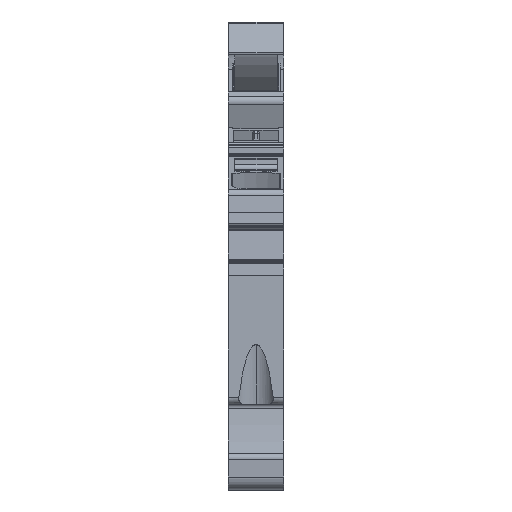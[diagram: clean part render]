
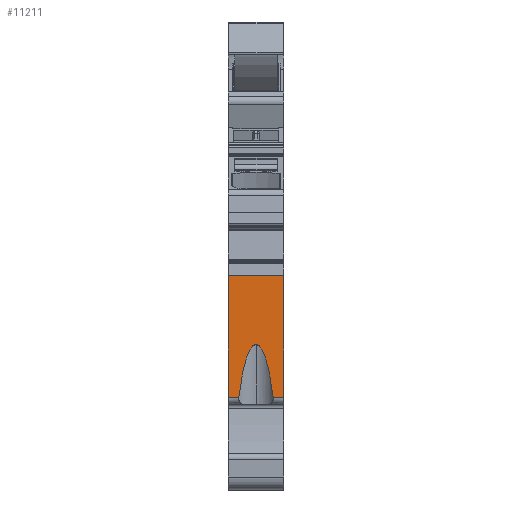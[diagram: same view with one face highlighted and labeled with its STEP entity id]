
A CAD part, front view. The second image highlights one B-rep face of the part: STEP entity #11211.
In plain terms, the highlighted planar face has unit normal (0, -1, 0).
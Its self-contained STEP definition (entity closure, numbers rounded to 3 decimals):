
#11125=AXIS2_PLACEMENT_3D('Plane Axis2P3D',#11122,#11123,#11124) ;
#2382=CARTESIAN_POINT('Vertex',(8.1,-0.001,31.152)) ;
#2385=CARTESIAN_POINT('Line Origine',(8.1,-0.001,22.301)) ;
#2389=CARTESIAN_POINT('Vertex',(8.1,-0.001,13.45)) ;
#11107=CARTESIAN_POINT('Vertex',(0.,-0.001,31.152)) ;
#11110=CARTESIAN_POINT('Line Origine',(4.05,-0.001,31.152)) ;
#11122=CARTESIAN_POINT('Axis2P3D Location',(0.,-0.001,13.45)) ;
#11128=CARTESIAN_POINT('Control Point',(4.05,-0.001,21.127)) ;
#11129=CARTESIAN_POINT('Control Point',(3.976,-0.001,21.127)) ;
#11130=CARTESIAN_POINT('Control Point',(3.903,-0.001,21.114)) ;
#11131=CARTESIAN_POINT('Control Point',(3.833,-0.001,21.088)) ;
#11132=CARTESIAN_POINT('Control Point',(3.674,-0.001,21.005)) ;
#11133=CARTESIAN_POINT('Control Point',(3.54,-0.001,20.884)) ;
#11134=CARTESIAN_POINT('Control Point',(3.469,-0.001,20.807)) ;
#11135=CARTESIAN_POINT('Control Point',(3.293,-0.001,20.587)) ;
#11136=CARTESIAN_POINT('Control Point',(3.151,-0.001,20.345)) ;
#11137=CARTESIAN_POINT('Control Point',(3.071,-0.001,20.191)) ;
#11138=CARTESIAN_POINT('Control Point',(2.873,-0.001,19.769)) ;
#11139=CARTESIAN_POINT('Control Point',(2.714,-0.001,19.336)) ;
#11140=CARTESIAN_POINT('Control Point',(2.624,-0.001,19.066)) ;
#11141=CARTESIAN_POINT('Control Point',(2.412,-0.001,18.366)) ;
#11142=CARTESIAN_POINT('Control Point',(2.24,-0.001,17.656)) ;
#11143=CARTESIAN_POINT('Control Point',(2.146,-0.001,17.225)) ;
#11144=CARTESIAN_POINT('Control Point',(2.004,-0.001,16.512)) ;
#11145=CARTESIAN_POINT('Control Point',(1.881,-0.001,15.796)) ;
#11146=CARTESIAN_POINT('Control Point',(1.835,-0.001,15.513)) ;
#11147=CARTESIAN_POINT('Control Point',(1.746,-0.001,14.931)) ;
#11148=CARTESIAN_POINT('Control Point',(1.666,-0.001,14.348)) ;
#11149=CARTESIAN_POINT('Control Point',(1.627,-0.001,14.049)) ;
#11150=CARTESIAN_POINT('Control Point',(1.59,-0.001,13.749)) ;
#11151=CARTESIAN_POINT('Control Point',(1.556,-0.001,13.45)) ;
#11152=CARTESIAN_POINT('Vertex',(4.05,-0.001,21.127)) ;
#11154=CARTESIAN_POINT('Vertex',(1.556,-0.001,13.45)) ;
#11158=CARTESIAN_POINT('Control Point',(4.05,-0.001,21.127)) ;
#11159=CARTESIAN_POINT('Control Point',(4.124,-0.001,21.127)) ;
#11160=CARTESIAN_POINT('Control Point',(4.197,-0.001,21.114)) ;
#11161=CARTESIAN_POINT('Control Point',(4.267,-0.001,21.088)) ;
#11162=CARTESIAN_POINT('Control Point',(4.426,-0.001,21.005)) ;
#11163=CARTESIAN_POINT('Control Point',(4.56,-0.001,20.884)) ;
#11164=CARTESIAN_POINT('Control Point',(4.631,-0.001,20.807)) ;
#11165=CARTESIAN_POINT('Control Point',(4.807,-0.001,20.587)) ;
#11166=CARTESIAN_POINT('Control Point',(4.949,-0.001,20.345)) ;
#11167=CARTESIAN_POINT('Control Point',(5.029,-0.001,20.191)) ;
#11168=CARTESIAN_POINT('Control Point',(5.227,-0.001,19.769)) ;
#11169=CARTESIAN_POINT('Control Point',(5.386,-0.001,19.336)) ;
#11170=CARTESIAN_POINT('Control Point',(5.476,-0.001,19.066)) ;
#11171=CARTESIAN_POINT('Control Point',(5.688,-0.001,18.366)) ;
#11172=CARTESIAN_POINT('Control Point',(5.86,-0.001,17.656)) ;
#11173=CARTESIAN_POINT('Control Point',(5.954,-0.001,17.225)) ;
#11174=CARTESIAN_POINT('Control Point',(6.096,-0.001,16.512)) ;
#11175=CARTESIAN_POINT('Control Point',(6.219,-0.001,15.796)) ;
#11176=CARTESIAN_POINT('Control Point',(6.265,-0.001,15.513)) ;
#11177=CARTESIAN_POINT('Control Point',(6.354,-0.001,14.931)) ;
#11178=CARTESIAN_POINT('Control Point',(6.434,-0.001,14.348)) ;
#11179=CARTESIAN_POINT('Control Point',(6.473,-0.001,14.049)) ;
#11180=CARTESIAN_POINT('Control Point',(6.51,-0.001,13.749)) ;
#11181=CARTESIAN_POINT('Control Point',(6.544,-0.001,13.45)) ;
#11182=CARTESIAN_POINT('Vertex',(6.544,-0.001,13.45)) ;
#11185=CARTESIAN_POINT('Line Origine',(7.322,-0.001,13.45)) ;
#11190=CARTESIAN_POINT('Line Origine',(0.,-0.001,22.301)) ;
#11194=CARTESIAN_POINT('Vertex',(0.,-0.001,13.45)) ;
#11197=CARTESIAN_POINT('Line Origine',(0.778,-0.001,13.45)) ;
#2386=DIRECTION('Vector Direction',(0.,0.,1.)) ;
#11111=DIRECTION('Vector Direction',(1.,0.,0.)) ;
#11123=DIRECTION('Axis2P3D Direction',(0.,1.,0.)) ;
#11124=DIRECTION('Axis2P3D XDirection',(0.,0.,1.)) ;
#11186=DIRECTION('Vector Direction',(1.,0.,0.)) ;
#11191=DIRECTION('Vector Direction',(0.,0.,1.)) ;
#11198=DIRECTION('Vector Direction',(1.,0.,0.)) ;
#2387=VECTOR('Line Direction',#2386,1.) ;
#11112=VECTOR('Line Direction',#11111,1.) ;
#11187=VECTOR('Line Direction',#11186,1.) ;
#11192=VECTOR('Line Direction',#11191,1.) ;
#11199=VECTOR('Line Direction',#11198,1.) ;
#11203=ORIENTED_EDGE('',*,*,#11156,.F.) ;
#11204=ORIENTED_EDGE('',*,*,#11184,.T.) ;
#11205=ORIENTED_EDGE('',*,*,#11189,.T.) ;
#11206=ORIENTED_EDGE('',*,*,#2391,.T.) ;
#11207=ORIENTED_EDGE('',*,*,#11114,.F.) ;
#11208=ORIENTED_EDGE('',*,*,#11196,.F.) ;
#11209=ORIENTED_EDGE('',*,*,#11201,.T.) ;
#11211=ADVANCED_FACE('MLD_ATTB_6',(#11210),#11126,.F.) ;
#11127=B_SPLINE_CURVE_WITH_KNOTS('',5,(#11128,#11129,#11130,#11131,#11132,#11133,#11134,#11135,#11136,#11137,#11138,#11139,#11140,#11141,#11142,#11143,#11144,#11145,#11146,#11147,#11148,#11149,#11150,#11151),.UNSPECIFIED.,.F.,.U.,(6,3,3,3,3,3,3,6),(0.,0.519,1.259,2.5,4.552,7.662,9.691,11.821),.UNSPECIFIED.) ;
#11157=B_SPLINE_CURVE_WITH_KNOTS('',5,(#11158,#11159,#11160,#11161,#11162,#11163,#11164,#11165,#11166,#11167,#11168,#11169,#11170,#11171,#11172,#11173,#11174,#11175,#11176,#11177,#11178,#11179,#11180,#11181),.UNSPECIFIED.,.F.,.U.,(6,3,3,3,3,3,3,6),(0.,0.519,1.259,2.5,4.552,7.662,9.691,11.821),.UNSPECIFIED.) ;
#2391=EDGE_CURVE('',#2390,#2383,#2388,.T.) ;
#11114=EDGE_CURVE('',#11108,#2383,#11113,.T.) ;
#11156=EDGE_CURVE('',#11153,#11155,#11127,.T.) ;
#11184=EDGE_CURVE('',#11153,#11183,#11157,.T.) ;
#11189=EDGE_CURVE('',#11183,#2390,#11188,.T.) ;
#11196=EDGE_CURVE('',#11195,#11108,#11193,.T.) ;
#11201=EDGE_CURVE('',#11195,#11155,#11200,.T.) ;
#11202=EDGE_LOOP('',(#11203,#11204,#11205,#11206,#11207,#11208,#11209)) ;
#11210=FACE_OUTER_BOUND('',#11202,.T.) ;
#2388=LINE('Line',#2385,#2387) ;
#11113=LINE('Line',#11110,#11112) ;
#11188=LINE('Line',#11185,#11187) ;
#11193=LINE('Line',#11190,#11192) ;
#11200=LINE('Line',#11197,#11199) ;
#11126=PLANE('',#11125) ;
#2383=VERTEX_POINT('',#2382) ;
#2390=VERTEX_POINT('',#2389) ;
#11108=VERTEX_POINT('',#11107) ;
#11153=VERTEX_POINT('',#11152) ;
#11155=VERTEX_POINT('',#11154) ;
#11183=VERTEX_POINT('',#11182) ;
#11195=VERTEX_POINT('',#11194) ;
